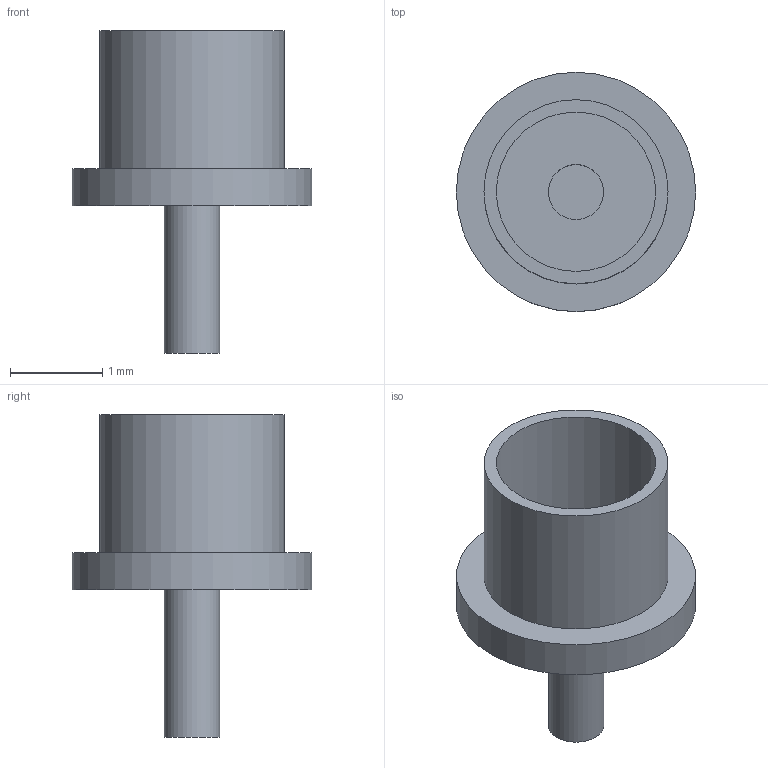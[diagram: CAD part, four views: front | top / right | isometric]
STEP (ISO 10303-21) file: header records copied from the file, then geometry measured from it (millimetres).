
FILE_DESCRIPTION(/* description */ (''),/* implementation_level */ '2;1');
FILE_NAME(/* name */ 'm3808 pogofemale v3.step',/* time_stamp */ '2024-01-14T00:18:59+08:00',/* author */ (''),/* organization */ (''),/* preprocessor_version */ 'ST-DEVELOPER v20',/* originating_system */ 'Autodesk Translation Framework v12.14.0.127',/* authorisation */ '');
FILE_SCHEMA (('AUTOMOTIVE_DESIGN { 1 0 10303 214 3 1 1 }'));
Length unit declared in the file: millimetre
Products named in the file (1): m3808 pogofemale
Bounding box: 2.6 x 2.6 x 3.5 mm (x, y, z)
Volume: 7.1 mm3; surface area: 26.4 mm2
Topology: 1 solids, 1 shells, 8 faces, 12 edges, 8 vertices
Faces by surface type: plane 4, cylinder 3, cone 1
Full cylindrical faces by diameter (mm): 0.6 x1, 2 x1, 2.6 x1
Entity records: 211 total; most frequent: DIRECTION 36, CARTESIAN_POINT 28, ORIENTED_EDGE 22, AXIS2_PLACEMENT_3D 16, EDGE_LOOP 11, EDGE_CURVE 11, FACE_OUTER_BOUND 8, VERTEX_POINT 8
